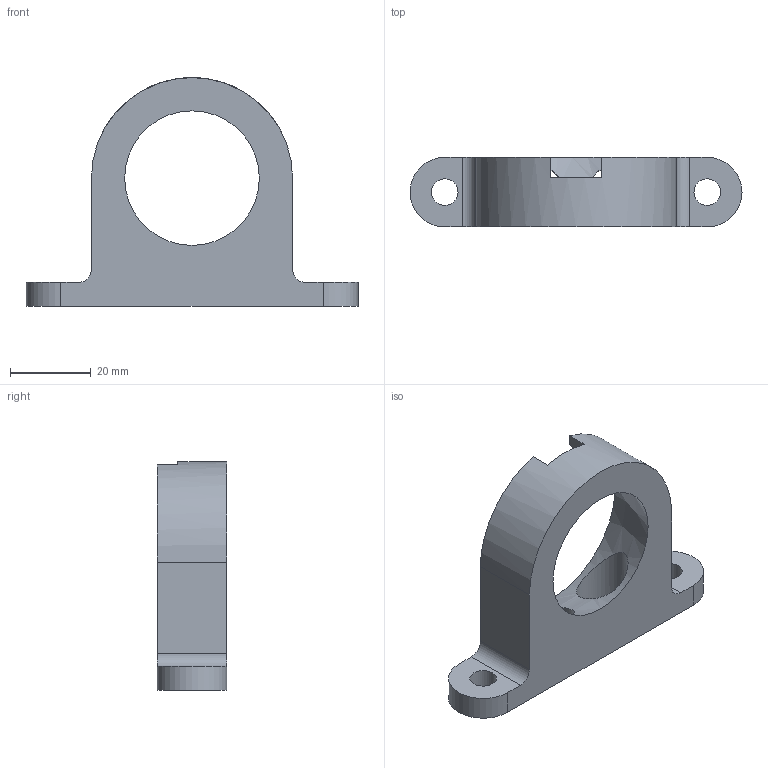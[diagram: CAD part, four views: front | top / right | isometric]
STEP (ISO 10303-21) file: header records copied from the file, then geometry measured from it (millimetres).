
FILE_DESCRIPTION(/* description */ (''),/* implementation_level */ '2;1');
FILE_NAME(/* name */ 'Dremel Holder Lower 2.stp',/* time_stamp */ '2018-01-29T18:54:27-08:00',/* author */ ('jdtag'),/* organization */ (''),/* preprocessor_version */ 'ST-DEVELOPER v16.13',/* originating_system */ 'Autodesk Inventor 2018',/* authorisation */ '');
FILE_SCHEMA (('AUTOMOTIVE_DESIGN { 1 0 10303 214 3 1 1 }'));
Length unit declared in the file: inch
Products named in the file (1): Dremel Holder Lower 2
Bounding box: 82.19 x 17.2 x 56.64 mm (x, y, z)
Volume: 21916.9 mm3; surface area: 10139.8 mm2
Topology: 1 solids, 1 shells, 20 faces, 59 edges, 40 vertices
Faces by surface type: plane 10, cylinder 9, cone 1
Full cylindrical faces by diameter (mm): 6.604 x2, 12.7 x2
Entity records: 757 total; most frequent: CARTESIAN_POINT 187, DIRECTION 110, ORIENTED_EDGE 102, EDGE_CURVE 51, AXIS2_PLACEMENT_3D 42, VERTEX_POINT 37, EDGE_LOOP 34, LINE 26
